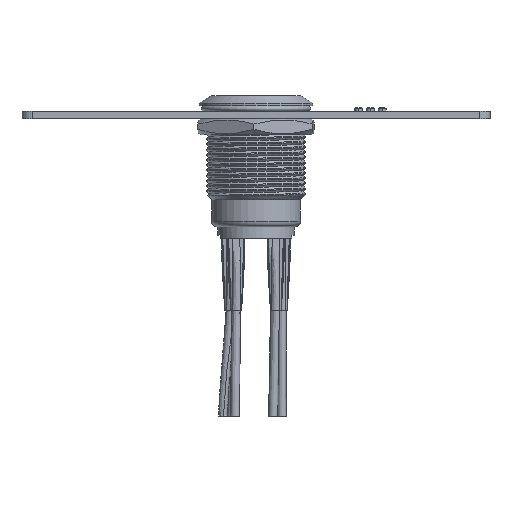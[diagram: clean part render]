
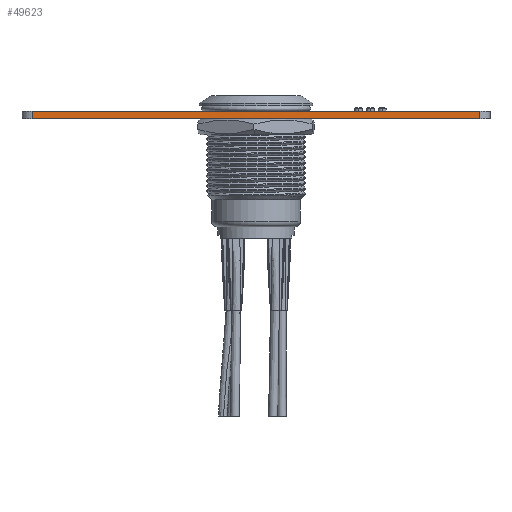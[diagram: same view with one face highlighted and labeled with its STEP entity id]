
A CAD part, left-side view. The second image highlights one B-rep face of the part: STEP entity #49623.
In plain terms, the highlighted planar face has unit normal (-1, 0, 0).
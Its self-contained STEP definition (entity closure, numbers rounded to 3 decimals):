
#1961 = ORIENTED_EDGE ( 'NONE', *, *, #36840, .T. ) ;
#2414 = ORIENTED_EDGE ( 'NONE', *, *, #4335, .T. ) ;
#3883 = CARTESIAN_POINT ( 'NONE',  ( -17.5, -43., 1.5 ) ) ;
#4335 = EDGE_CURVE ( 'NONE', #50141, #40069, #30839, .T. ) ;
#5054 = ORIENTED_EDGE ( 'NONE', *, *, #37197, .F. ) ;
#5377 = DIRECTION ( 'NONE',  ( 1., 0., 0. ) ) ;
#5682 = CARTESIAN_POINT ( 'NONE',  ( -17.5, 43., 1.5 ) ) ;
#6798 = CARTESIAN_POINT ( 'NONE',  ( -17.5, 45., 0. ) ) ;
#7456 = VECTOR ( 'NONE', #50484, 1000. ) ;
#10285 = CARTESIAN_POINT ( 'NONE',  ( -17.5, 45., 1.5 ) ) ;
#11134 = EDGE_CURVE ( 'NONE', #33770, #55568, #43260, .T. ) ;
#16451 = VECTOR ( 'NONE', #43567, 1000. ) ;
#17831 = LINE ( 'NONE', #23305, #7456 ) ;
#17957 = AXIS2_PLACEMENT_3D ( 'NONE', #10285, #5377, #57348 ) ;
#19806 = ORIENTED_EDGE ( 'NONE', *, *, #11134, .T. ) ;
#20079 = PLANE ( 'NONE',  #17957 ) ;
#20383 = FACE_OUTER_BOUND ( 'NONE', #43453, .T. ) ;
#23305 = CARTESIAN_POINT ( 'NONE',  ( -17.5, 45., 1.5 ) ) ;
#30839 = LINE ( 'NONE', #43675, #44286 ) ;
#31740 = CARTESIAN_POINT ( 'NONE',  ( -17.5, 43., 0. ) ) ;
#33770 = VERTEX_POINT ( 'NONE', #54488 ) ;
#34231 = DIRECTION ( 'NONE',  ( 0., 0., 1. ) ) ;
#36840 = EDGE_CURVE ( 'NONE', #55568, #50141, #54471, .T. ) ;
#37197 = EDGE_CURVE ( 'NONE', #33770, #40069, #17831, .T. ) ;
#39207 = DIRECTION ( 'NONE',  ( 0., -1., 0. ) ) ;
#40069 = VERTEX_POINT ( 'NONE', #3883 ) ;
#42137 = CARTESIAN_POINT ( 'NONE',  ( -17.5, -43., 0. ) ) ;
#43260 = LINE ( 'NONE', #5682, #16451 ) ;
#43453 = EDGE_LOOP ( 'NONE', ( #1961, #2414, #5054, #19806 ) ) ;
#43567 = DIRECTION ( 'NONE',  ( 0., 0., -1. ) ) ;
#43675 = CARTESIAN_POINT ( 'NONE',  ( -17.5, -43., 1.5 ) ) ;
#44286 = VECTOR ( 'NONE', #34231, 1000. ) ;
#49623 = ADVANCED_FACE ( 'NONE', ( #20383 ), #20079, .F. ) ;
#50141 = VERTEX_POINT ( 'NONE', #42137 ) ;
#50484 = DIRECTION ( 'NONE',  ( 0., -1., 0. ) ) ;
#54471 = LINE ( 'NONE', #6798, #58187 ) ;
#54488 = CARTESIAN_POINT ( 'NONE',  ( -17.5, 43., 1.5 ) ) ;
#55568 = VERTEX_POINT ( 'NONE', #31740 ) ;
#57348 = DIRECTION ( 'NONE',  ( 0., 0., -1. ) ) ;
#58187 = VECTOR ( 'NONE', #39207, 1000. ) ;
